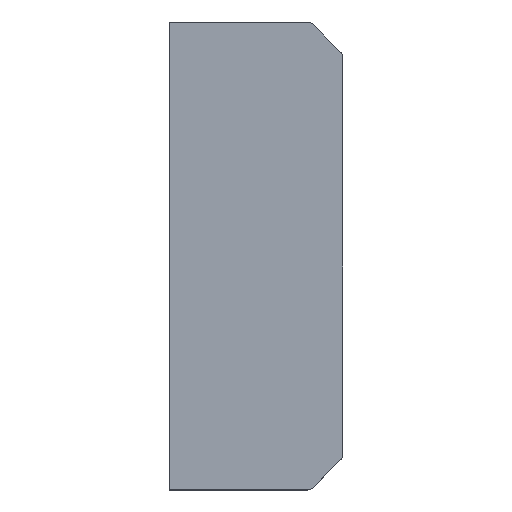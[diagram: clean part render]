
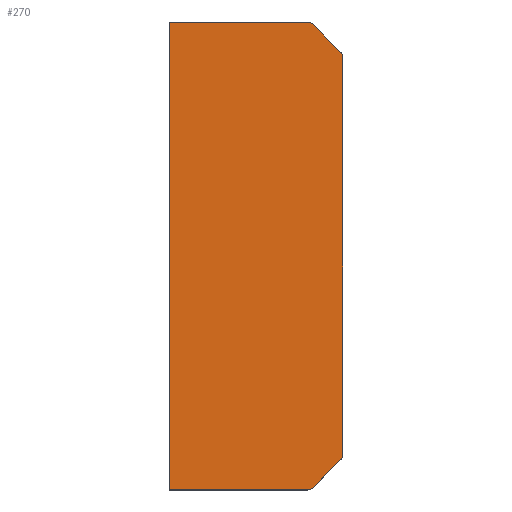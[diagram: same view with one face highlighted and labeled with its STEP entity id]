
A CAD part, top view. The second image highlights one B-rep face of the part: STEP entity #270.
In plain terms, the highlighted planar face has unit normal (0, 0, 1).
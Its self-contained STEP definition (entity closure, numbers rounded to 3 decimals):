
#1 = VERTEX_POINT ( 'NONE', #174 ) ;
#7 = LINE ( 'NONE', #180, #326 ) ;
#18 = DIRECTION ( 'NONE',  ( -1., 0., 0. ) ) ;
#19 = CIRCLE ( 'NONE', #307, 3. ) ;
#33 = EDGE_CURVE ( 'NONE', #377, #138, #319, .T. ) ;
#35 = ORIENTED_EDGE ( 'NONE', *, *, #310, .T. ) ;
#37 = ORIENTED_EDGE ( 'NONE', *, *, #172, .T. ) ;
#39 = CARTESIAN_POINT ( 'NONE',  ( 24.257, -109.5, 4. ) ) ;
#43 = CARTESIAN_POINT ( 'NONE',  ( 37.5, -93.257, 4. ) ) ;
#45 = CARTESIAN_POINT ( 'NONE',  ( 26.379, -108.621, 4. ) ) ;
#50 = CARTESIAN_POINT ( 'NONE',  ( 25.5, -109.5, 4. ) ) ;
#57 = AXIS2_PLACEMENT_3D ( 'NONE', #426, #329, #127 ) ;
#67 = VERTEX_POINT ( 'NONE', #39 ) ;
#71 = ORIENTED_EDGE ( 'NONE', *, *, #348, .T. ) ;
#75 = DIRECTION ( 'NONE',  ( -1., 0., 0. ) ) ;
#77 = EDGE_CURVE ( 'NONE', #102, #243, #109, .T. ) ;
#85 = AXIS2_PLACEMENT_3D ( 'NONE', #43, #343, #75 ) ;
#92 = DIRECTION ( 'NONE',  ( -1., 0., 0. ) ) ;
#94 = CARTESIAN_POINT ( 'NONE',  ( 24.257, -106.5, 4. ) ) ;
#100 = ORIENTED_EDGE ( 'NONE', *, *, #236, .T. ) ;
#102 = VERTEX_POINT ( 'NONE', #345 ) ;
#107 = ORIENTED_EDGE ( 'NONE', *, *, #278, .T. ) ;
#108 = VECTOR ( 'NONE', #118, 1000. ) ;
#109 = LINE ( 'NONE', #293, #416 ) ;
#118 = DIRECTION ( 'NONE',  ( 0.707, 0.707, 0. ) ) ;
#127 = DIRECTION ( 'NONE',  ( -1., 0., 0. ) ) ;
#131 = DIRECTION ( 'NONE',  ( 0., -1., 0. ) ) ;
#132 = VECTOR ( 'NONE', #131, 1000. ) ;
#136 = VERTEX_POINT ( 'NONE', #45 ) ;
#138 = VERTEX_POINT ( 'NONE', #291 ) ;
#143 = EDGE_CURVE ( 'NONE', #401, #335, #216, .T. ) ;
#151 = VECTOR ( 'NONE', #397, 1000. ) ;
#164 = EDGE_CURVE ( 'NONE', #138, #1, #7, .T. ) ;
#172 = EDGE_CURVE ( 'NONE', #136, #377, #257, .T. ) ;
#173 = CIRCLE ( 'NONE', #273, 3. ) ;
#174 = CARTESIAN_POINT ( 'NONE',  ( 40.5, 93.257, 4. ) ) ;
#180 = CARTESIAN_POINT ( 'NONE',  ( 40.5, -109.5, 4. ) ) ;
#190 = DIRECTION ( 'NONE',  ( 0., 0., 1. ) ) ;
#193 = CARTESIAN_POINT ( 'NONE',  ( -40.5, 109.5, 4. ) ) ;
#200 = CARTESIAN_POINT ( 'NONE',  ( 24.257, 106.5, 4. ) ) ;
#209 = EDGE_LOOP ( 'NONE', ( #212, #71, #403, #100, #107, #35, #37, #332, #263, #337 ) ) ;
#212 = ORIENTED_EDGE ( 'NONE', *, *, #77, .T. ) ;
#215 = DIRECTION ( 'NONE',  ( -1., 0., 0. ) ) ;
#216 = LINE ( 'NONE', #289, #313 ) ;
#223 = DIRECTION ( 'NONE',  ( -1., 0., 0. ) ) ;
#224 = CARTESIAN_POINT ( 'NONE',  ( 39.621, -95.379, 4. ) ) ;
#236 = EDGE_CURVE ( 'NONE', #335, #440, #321, .T. ) ;
#243 = VERTEX_POINT ( 'NONE', #324 ) ;
#250 = DIRECTION ( 'NONE',  ( -0.707, 0.707, 0. ) ) ;
#257 = LINE ( 'NONE', #50, #108 ) ;
#259 = DIRECTION ( 'NONE',  ( 0., 0., 1. ) ) ;
#263 = ORIENTED_EDGE ( 'NONE', *, *, #164, .T. ) ;
#270 = ADVANCED_FACE ( 'NONE', ( #300 ), #365, .F. ) ;
#273 = AXIS2_PLACEMENT_3D ( 'NONE', #352, #190, #215 ) ;
#278 = EDGE_CURVE ( 'NONE', #440, #67, #297, .T. ) ;
#289 = CARTESIAN_POINT ( 'NONE',  ( -40.5, 109.5, 4. ) ) ;
#291 = CARTESIAN_POINT ( 'NONE',  ( 40.5, -93.257, 4. ) ) ;
#293 = CARTESIAN_POINT ( 'NONE',  ( 40.5, 94.5, 4. ) ) ;
#297 = LINE ( 'NONE', #391, #151 ) ;
#300 = FACE_OUTER_BOUND ( 'NONE', #209, .T. ) ;
#307 = AXIS2_PLACEMENT_3D ( 'NONE', #200, #331, #18 ) ;
#310 = EDGE_CURVE ( 'NONE', #67, #136, #376, .T. ) ;
#313 = VECTOR ( 'NONE', #223, 1000. ) ;
#317 = DIRECTION ( 'NONE',  ( 0., 1., 0. ) ) ;
#319 = CIRCLE ( 'NONE', #85, 3. ) ;
#321 = LINE ( 'NONE', #421, #132 ) ;
#324 = CARTESIAN_POINT ( 'NONE',  ( 26.379, 108.621, 4. ) ) ;
#326 = VECTOR ( 'NONE', #317, 1000. ) ;
#329 = DIRECTION ( 'NONE',  ( 0., 0., -1. ) ) ;
#331 = DIRECTION ( 'NONE',  ( 0., 0., 1. ) ) ;
#332 = ORIENTED_EDGE ( 'NONE', *, *, #33, .T. ) ;
#335 = VERTEX_POINT ( 'NONE', #193 ) ;
#337 = ORIENTED_EDGE ( 'NONE', *, *, #414, .T. ) ;
#343 = DIRECTION ( 'NONE',  ( 0., 0., 1. ) ) ;
#345 = CARTESIAN_POINT ( 'NONE',  ( 39.621, 95.379, 4. ) ) ;
#348 = EDGE_CURVE ( 'NONE', #243, #401, #19, .T. ) ;
#352 = CARTESIAN_POINT ( 'NONE',  ( 37.5, 93.257, 4. ) ) ;
#365 = PLANE ( 'NONE',  #57 ) ;
#376 = CIRCLE ( 'NONE', #381, 3. ) ;
#377 = VERTEX_POINT ( 'NONE', #224 ) ;
#381 = AXIS2_PLACEMENT_3D ( 'NONE', #94, #259, #92 ) ;
#390 = CARTESIAN_POINT ( 'NONE',  ( 24.257, 109.5, 4. ) ) ;
#391 = CARTESIAN_POINT ( 'NONE',  ( -40.5, -109.5, 4. ) ) ;
#397 = DIRECTION ( 'NONE',  ( 1., 0., 0. ) ) ;
#401 = VERTEX_POINT ( 'NONE', #390 ) ;
#403 = ORIENTED_EDGE ( 'NONE', *, *, #143, .T. ) ;
#414 = EDGE_CURVE ( 'NONE', #1, #102, #173, .T. ) ;
#416 = VECTOR ( 'NONE', #250, 1000. ) ;
#420 = CARTESIAN_POINT ( 'NONE',  ( -40.5, -109.5, 4. ) ) ;
#421 = CARTESIAN_POINT ( 'NONE',  ( -40.5, -109.5, 4. ) ) ;
#426 = CARTESIAN_POINT ( 'NONE',  ( 0., 0., 4. ) ) ;
#440 = VERTEX_POINT ( 'NONE', #420 ) ;
